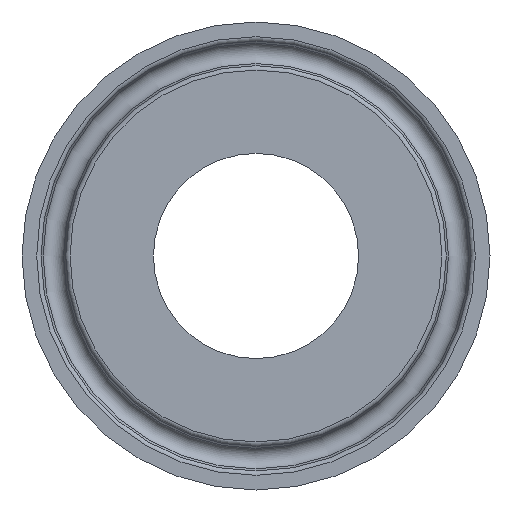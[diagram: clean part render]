
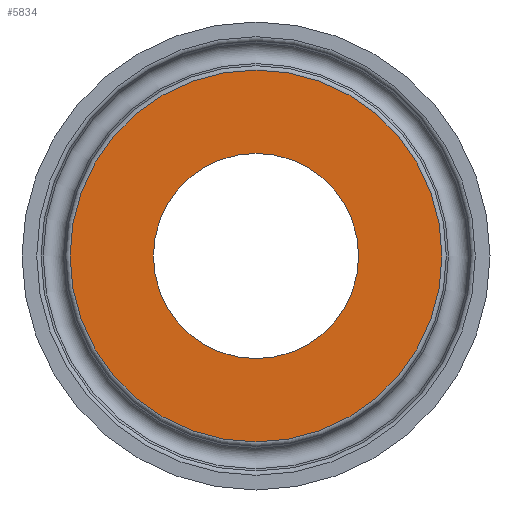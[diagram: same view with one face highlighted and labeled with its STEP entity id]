
A CAD part, left-side view. The second image highlights one B-rep face of the part: STEP entity #5834.
In plain terms, the highlighted planar face has unit normal (-1, 0, 0).
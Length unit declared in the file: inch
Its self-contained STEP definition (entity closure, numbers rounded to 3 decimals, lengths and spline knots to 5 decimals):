
#101=FACE_BOUND('',#1071,.T.);
#102=FACE_BOUND('',#1072,.T.);
#394=PLANE('',#6227);
#1071=EDGE_LOOP('',(#5437));
#1072=EDGE_LOOP('',(#5438));
#1500=CIRCLE('',#6225,0.78834);
#1502=CIRCLE('',#6228,0.435);
#2879=VERTEX_POINT('',#12549);
#2881=VERTEX_POINT('',#12554);
#3737=EDGE_CURVE('',#2879,#2879,#1500,.T.);
#3739=EDGE_CURVE('',#2881,#2881,#1502,.T.);
#5437=ORIENTED_EDGE('',*,*,#3739,.T.);
#5438=ORIENTED_EDGE('',*,*,#3737,.F.);
#5834=ADVANCED_FACE('',(#101,#102),#394,.T.);
#6225=AXIS2_PLACEMENT_3D('',#12550,#7402,#7403);
#6227=AXIS2_PLACEMENT_3D('',#12553,#7406,#7407);
#6228=AXIS2_PLACEMENT_3D('',#12555,#7408,#7409);
#7402=DIRECTION('center_axis',(1.,0.,0.));
#7403=DIRECTION('ref_axis',(0.,-1.,0.));
#7406=DIRECTION('center_axis',(-1.,0.,0.));
#7407=DIRECTION('ref_axis',(0.,0.,1.));
#7408=DIRECTION('center_axis',(1.,0.,0.));
#7409=DIRECTION('ref_axis',(0.,1.,0.));
#12549=CARTESIAN_POINT('',(0.,0.78834,0.));
#12550=CARTESIAN_POINT('Origin',(0.,0.,
0.));
#12553=CARTESIAN_POINT('Origin',(0.,0.61829,
0.));
#12554=CARTESIAN_POINT('',(0.,0.435,0.));
#12555=CARTESIAN_POINT('Origin',(0.,0.,
0.));
